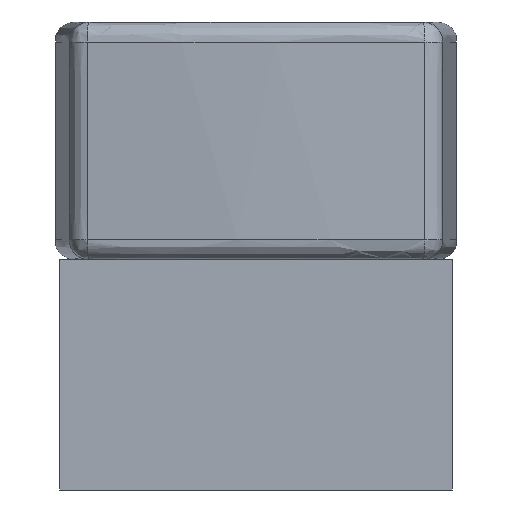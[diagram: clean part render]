
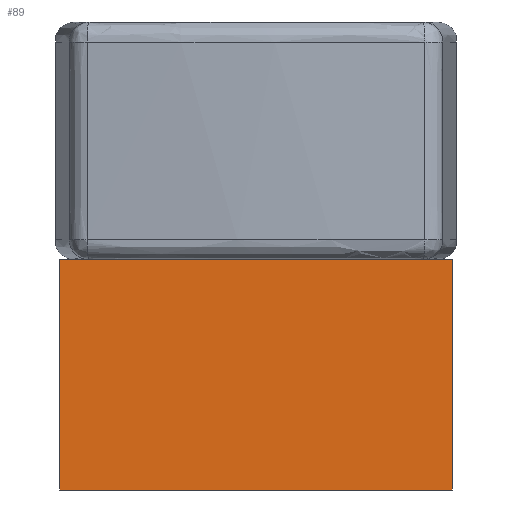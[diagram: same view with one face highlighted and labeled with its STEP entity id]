
A CAD part, front view. The second image highlights one B-rep face of the part: STEP entity #89.
In plain terms, the highlighted free-form (B-spline) face has degree [1, 1] with [2, 2] control points.
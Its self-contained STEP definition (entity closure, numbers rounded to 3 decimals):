
#89=ADVANCED_FACE($,(#121),#397,.T.);
#121=FACE_OUTER_BOUND($,#153,.T.);
#153=EDGE_LOOP($,(#188,#189,#190,#191));
#188=ORIENTED_EDGE($,*,*,#313,.T.);
#189=ORIENTED_EDGE($,*,*,#310,.T.);
#190=ORIENTED_EDGE($,*,*,#305,.F.);
#191=ORIENTED_EDGE($,*,*,#307,.F.);
#305=EDGE_CURVE($,#364,#365,#405,.T.);
#307=EDGE_CURVE($,#366,#364,#407,.T.);
#310=EDGE_CURVE($,#369,#365,#410,.T.);
#313=EDGE_CURVE($,#366,#369,#413,.T.);
#364=VERTEX_POINT($,#558);
#365=VERTEX_POINT($,#559);
#366=VERTEX_POINT($,#560);
#369=VERTEX_POINT($,#563);
#397=B_SPLINE_SURFACE_WITH_KNOTS($,1,1,((#538,#539),(#540,#541)),.UNSPECIFIED.,
.F.,.F.,.F.,(2,2),(2,2),(-2734.334,-2342.733),(0.,195.846),
.UNSPECIFIED.);
#405=B_SPLINE_CURVE_WITH_KNOTS($,1,(#512,#513),.UNSPECIFIED.,.F.,.F.,(2,
2),(0.,195.846),.UNSPECIFIED.);
#407=B_SPLINE_CURVE_WITH_KNOTS($,1,(#516,#517),.UNSPECIFIED.,.F.,.F.,(2,
2),(2342.733,2734.334),.UNSPECIFIED.);
#410=B_SPLINE_CURVE_WITH_KNOTS($,1,(#522,#523),.UNSPECIFIED.,.F.,.F.,(2,
2),(2342.733,2734.334),.UNSPECIFIED.);
#413=B_SPLINE_CURVE_WITH_KNOTS($,1,(#528,#529),.UNSPECIFIED.,.F.,.F.,(2,
2),(0.,195.846),.UNSPECIFIED.);
#512=CARTESIAN_POINT($,(80548.527,18928.588,-34.154));
#513=CARTESIAN_POINT($,(80548.527,18928.588,195.846));
#516=CARTESIAN_POINT($,(80940.128,18928.588,-34.154));
#517=CARTESIAN_POINT($,(80548.527,18928.588,-34.154));
#522=CARTESIAN_POINT($,(80940.128,18928.588,195.846));
#523=CARTESIAN_POINT($,(80548.527,18928.588,195.846));
#528=CARTESIAN_POINT($,(80940.128,18928.588,-34.154));
#529=CARTESIAN_POINT($,(80940.128,18928.588,195.846));
#538=CARTESIAN_POINT($,(80548.527,18928.588,-34.154));
#539=CARTESIAN_POINT($,(80548.527,18928.588,195.846));
#540=CARTESIAN_POINT($,(80940.128,18928.588,-34.154));
#541=CARTESIAN_POINT($,(80940.128,18928.588,195.846));
#558=CARTESIAN_POINT($,(80548.527,18928.588,-34.154));
#559=CARTESIAN_POINT($,(80548.527,18928.588,195.846));
#560=CARTESIAN_POINT($,(80940.128,18928.588,-34.154));
#563=CARTESIAN_POINT($,(80940.128,18928.588,195.846));
